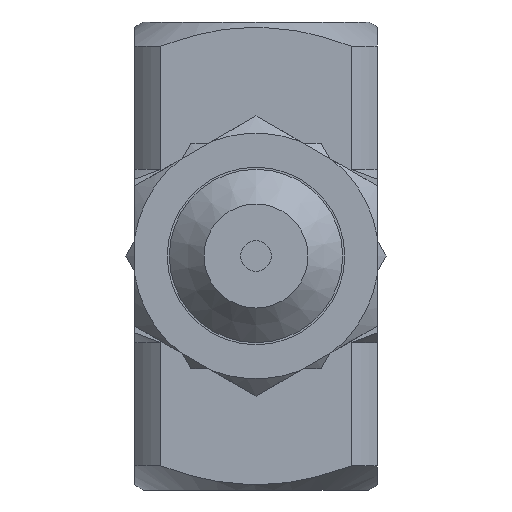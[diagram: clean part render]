
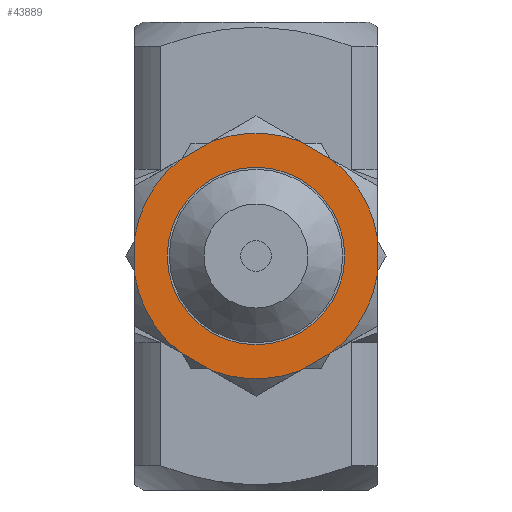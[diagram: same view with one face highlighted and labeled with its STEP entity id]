
A CAD part, front view. The second image highlights one B-rep face of the part: STEP entity #43889.
In plain terms, the highlighted planar face has unit normal (0, -1, 0).
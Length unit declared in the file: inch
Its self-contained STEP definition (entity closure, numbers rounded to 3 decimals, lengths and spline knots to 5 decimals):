
#43206=CARTESIAN_POINT('',(-0.32,-1.1,0.));
#43207=VERTEX_POINT('',#43206);
#43208=CARTESIAN_POINT('',(0.,-1.1,0.));
#43209=DIRECTION('',(0.0,1.0,0.0));
#43210=DIRECTION('',(-1.0,0.0,0.0));
#43211=AXIS2_PLACEMENT_3D('',#43208,#43209,#43210);
#43212=CIRCLE('',#43211,0.32);
#43213=EDGE_CURVE('',#43207,#43207,#43212,.T.);
#43225=CARTESIAN_POINT('',(0.4375,-1.1,0.06753));
#43226=VERTEX_POINT('',#43225);
#43240=CARTESIAN_POINT('',(0.4375,-1.1,-0.06753));
#43241=VERTEX_POINT('',#43240);
#43242=CARTESIAN_POINT('',(0.4375,-1.1,0.06753));
#43243=DIRECTION('',(0.0,0.0,-1.0));
#43244=VECTOR('',#43243,0.13507);
#43245=LINE('',#43242,#43244);
#43246=EDGE_CURVE('',#43226,#43241,#43245,.T.);
#43325=CARTESIAN_POINT('',(0.16027,-1.1,0.41265));
#43326=VERTEX_POINT('',#43325);
#43340=CARTESIAN_POINT('',(0.27723,-1.1,0.34512));
#43341=VERTEX_POINT('',#43340);
#43342=CARTESIAN_POINT('',(0.16027,-1.1,0.41265));
#43343=DIRECTION('',(0.866,0.0,-0.5));
#43344=VECTOR('',#43343,0.13507);
#43345=LINE('',#43342,#43344);
#43346=EDGE_CURVE('',#43326,#43341,#43345,.T.);
#43416=CARTESIAN_POINT('',(-0.27723,-1.1,0.34512));
#43417=VERTEX_POINT('',#43416);
#43431=CARTESIAN_POINT('',(-0.16027,-1.1,0.41265));
#43432=VERTEX_POINT('',#43431);
#43433=CARTESIAN_POINT('',(-0.27723,-1.1,0.34512));
#43434=DIRECTION('',(0.866,0.0,0.5));
#43435=VECTOR('',#43434,0.13507);
#43436=LINE('',#43433,#43435);
#43437=EDGE_CURVE('',#43417,#43432,#43436,.T.);
#43507=CARTESIAN_POINT('',(-0.4375,-1.1,-0.06753));
#43508=VERTEX_POINT('',#43507);
#43522=CARTESIAN_POINT('',(-0.4375,-1.1,0.06753));
#43523=VERTEX_POINT('',#43522);
#43524=CARTESIAN_POINT('',(-0.4375,-1.1,-0.06753));
#43525=DIRECTION('',(0.0,0.0,1.0));
#43526=VECTOR('',#43525,0.13507);
#43527=LINE('',#43524,#43526);
#43528=EDGE_CURVE('',#43508,#43523,#43527,.T.);
#43596=CARTESIAN_POINT('',(-0.27723,-1.1,-0.34512));
#43597=VERTEX_POINT('',#43596);
#43658=CARTESIAN_POINT('',(-0.16027,-1.1,-0.41265));
#43659=VERTEX_POINT('',#43658);
#43673=CARTESIAN_POINT('',(-0.16027,-1.1,-0.41265));
#43674=DIRECTION('',(-0.866,0.0,0.5));
#43675=VECTOR('',#43674,0.13507);
#43676=LINE('',#43673,#43675);
#43677=EDGE_CURVE('',#43659,#43597,#43676,.T.);
#43763=CARTESIAN_POINT('',(0.16027,-1.1,-0.41265));
#43764=VERTEX_POINT('',#43763);
#43807=CARTESIAN_POINT('',(0.27723,-1.1,-0.34512));
#43808=VERTEX_POINT('',#43807);
#43822=CARTESIAN_POINT('',(0.27723,-1.1,-0.34512));
#43823=DIRECTION('',(-0.866,0.0,-0.5));
#43824=VECTOR('',#43823,0.13507);
#43825=LINE('',#43822,#43824);
#43826=EDGE_CURVE('',#43808,#43764,#43825,.T.);
#43831=CARTESIAN_POINT('',(-0.375,-1.1,0.));
#43832=DIRECTION('',(0.0,-1.0,0.0));
#43833=DIRECTION('',(0.0,0.0,1.0));
#43834=AXIS2_PLACEMENT_3D('',#43831,#43832,#43833);
#43835=PLANE('',#43834);
#43836=CARTESIAN_POINT('',(0.,-1.1,0.));
#43837=DIRECTION('',(0.0,-1.0,0.0));
#43838=DIRECTION('',(0.0,0.0,1.0));
#43839=AXIS2_PLACEMENT_3D('',#43836,#43837,#43838);
#43840=CIRCLE('',#43839,0.44268);
#43841=EDGE_CURVE('',#43508,#43597,#43840,.T.);
#43842=ORIENTED_EDGE('',*,*,#43841,.T.);
#43843=ORIENTED_EDGE('',*,*,#43677,.F.);
#43844=CARTESIAN_POINT('',(0.,-1.1,0.));
#43845=DIRECTION('',(0.0,-1.0,0.0));
#43846=DIRECTION('',(0.0,0.0,1.0));
#43847=AXIS2_PLACEMENT_3D('',#43844,#43845,#43846);
#43848=CIRCLE('',#43847,0.44268);
#43849=EDGE_CURVE('',#43659,#43764,#43848,.T.);
#43850=ORIENTED_EDGE('',*,*,#43849,.T.);
#43851=ORIENTED_EDGE('',*,*,#43826,.F.);
#43852=CARTESIAN_POINT('',(0.,-1.1,0.));
#43853=DIRECTION('',(0.0,-1.0,0.0));
#43854=DIRECTION('',(0.0,0.0,1.0));
#43855=AXIS2_PLACEMENT_3D('',#43852,#43853,#43854);
#43856=CIRCLE('',#43855,0.44268);
#43857=EDGE_CURVE('',#43808,#43241,#43856,.T.);
#43858=ORIENTED_EDGE('',*,*,#43857,.T.);
#43859=ORIENTED_EDGE('',*,*,#43246,.F.);
#43860=CARTESIAN_POINT('',(0.,-1.1,0.));
#43861=DIRECTION('',(0.0,-1.0,0.0));
#43862=DIRECTION('',(0.0,0.0,1.0));
#43863=AXIS2_PLACEMENT_3D('',#43860,#43861,#43862);
#43864=CIRCLE('',#43863,0.44268);
#43865=EDGE_CURVE('',#43226,#43341,#43864,.T.);
#43866=ORIENTED_EDGE('',*,*,#43865,.T.);
#43867=ORIENTED_EDGE('',*,*,#43346,.F.);
#43868=CARTESIAN_POINT('',(0.,-1.1,0.));
#43869=DIRECTION('',(0.0,-1.0,0.0));
#43870=DIRECTION('',(0.0,0.0,1.0));
#43871=AXIS2_PLACEMENT_3D('',#43868,#43869,#43870);
#43872=CIRCLE('',#43871,0.44268);
#43873=EDGE_CURVE('',#43326,#43432,#43872,.T.);
#43874=ORIENTED_EDGE('',*,*,#43873,.T.);
#43875=ORIENTED_EDGE('',*,*,#43437,.F.);
#43876=CARTESIAN_POINT('',(0.,-1.1,0.));
#43877=DIRECTION('',(0.0,-1.0,0.0));
#43878=DIRECTION('',(0.0,0.0,1.0));
#43879=AXIS2_PLACEMENT_3D('',#43876,#43877,#43878);
#43880=CIRCLE('',#43879,0.44268);
#43881=EDGE_CURVE('',#43417,#43523,#43880,.T.);
#43882=ORIENTED_EDGE('',*,*,#43881,.T.);
#43883=ORIENTED_EDGE('',*,*,#43528,.F.);
#43884=EDGE_LOOP('',(#43842,#43843,#43850,#43851,#43858,#43859,#43866,#43867,#43874,#43875,#43882,#43883));
#43885=FACE_OUTER_BOUND('',#43884,.T.);
#43886=ORIENTED_EDGE('',*,*,#43213,.T.);
#43887=EDGE_LOOP('',(#43886));
#43888=FACE_BOUND('',#43887,.T.);
#43889=ADVANCED_FACE('',(#43885,#43888),#43835,.T.);
